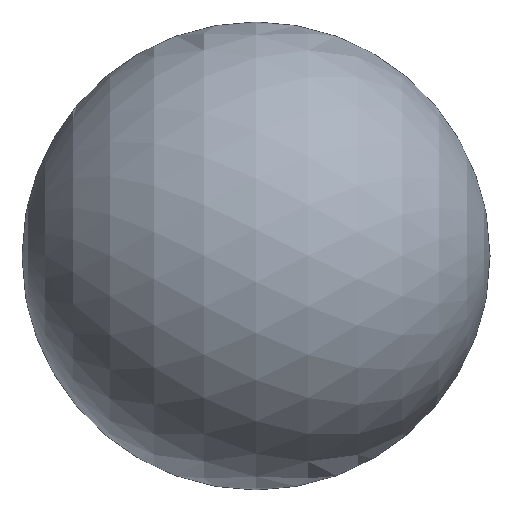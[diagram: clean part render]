
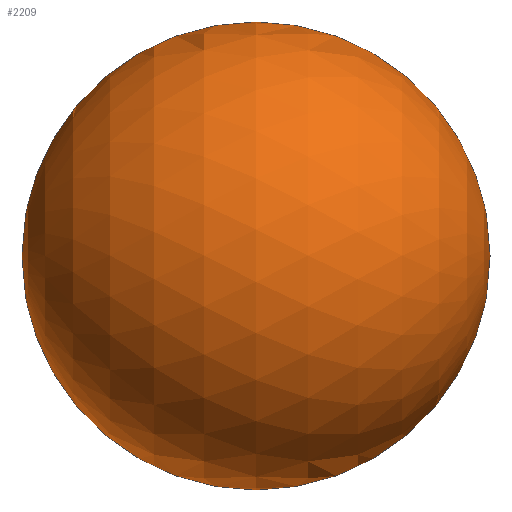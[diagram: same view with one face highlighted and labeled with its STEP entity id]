
A CAD part, top view. The second image highlights one B-rep face of the part: STEP entity #2209.
In plain terms, the highlighted spherical face has radius 62.5 mm.
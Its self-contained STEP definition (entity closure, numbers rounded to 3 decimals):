
#48 = VERTEX_POINT ( 'NONE', #2276 ) ;
#532 = AXIS2_PLACEMENT_3D ( 'NONE', #816, #1215, #1457 ) ;
#758 = EDGE_CURVE ( 'NONE', #1194, #48, #2358, .T. ) ;
#816 = CARTESIAN_POINT ( 'NONE',  ( 0., 0., 0. ) ) ;
#943 = AXIS2_PLACEMENT_3D ( 'NONE', #1115, #2174, #2408 ) ;
#976 = AXIS2_PLACEMENT_3D ( 'NONE', #1484, #2344, #2136 ) ;
#979 = ORIENTED_EDGE ( 'NONE', *, *, #2162, .F. ) ;
#1000 = EDGE_LOOP ( 'NONE', ( #979, #1143 ) ) ;
#1115 = CARTESIAN_POINT ( 'NONE',  ( 0., 0., 0. ) ) ;
#1143 = ORIENTED_EDGE ( 'NONE', *, *, #758, .F. ) ;
#1194 = VERTEX_POINT ( 'NONE', #1519 ) ;
#1215 = DIRECTION ( 'NONE',  ( 0., 0., -1. ) ) ;
#1457 = DIRECTION ( 'NONE',  ( 1., 0., 0. ) ) ;
#1484 = CARTESIAN_POINT ( 'NONE',  ( 0., 0., 0. ) ) ;
#1519 = CARTESIAN_POINT ( 'NONE',  ( -62.5, 0., 0. ) ) ;
#1568 = FACE_OUTER_BOUND ( 'NONE', #1000, .T. ) ;
#2034 = CIRCLE ( 'NONE', #976, 62.5 ) ;
#2136 = DIRECTION ( 'NONE',  ( 1., 0., 0. ) ) ;
#2162 = EDGE_CURVE ( 'NONE', #48, #1194, #2034, .T. ) ;
#2174 = DIRECTION ( 'NONE',  ( -1., 0., 0. ) ) ;
#2209 = ADVANCED_FACE ( 'NONE', ( #1568 ), #2390, .T. ) ;
#2276 = CARTESIAN_POINT ( 'NONE',  ( 62.5, 0., 0. ) ) ;
#2344 = DIRECTION ( 'NONE',  ( 0., 0., -1. ) ) ;
#2358 = CIRCLE ( 'NONE', #532, 62.5 ) ;
#2390 = SPHERICAL_SURFACE ( 'NONE', #943, 62.5 ) ;
#2408 = DIRECTION ( 'NONE',  ( 0., 0., -1. ) ) ;
